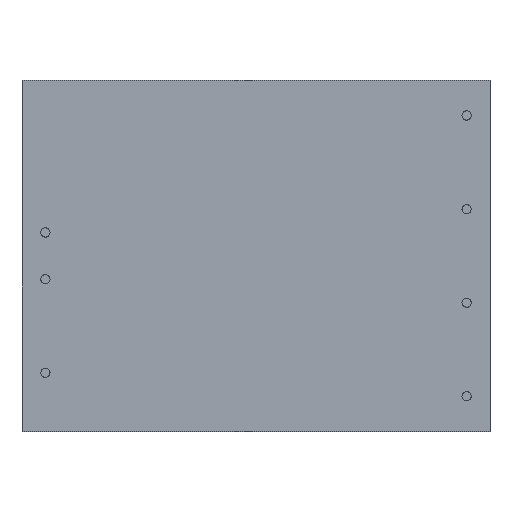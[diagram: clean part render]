
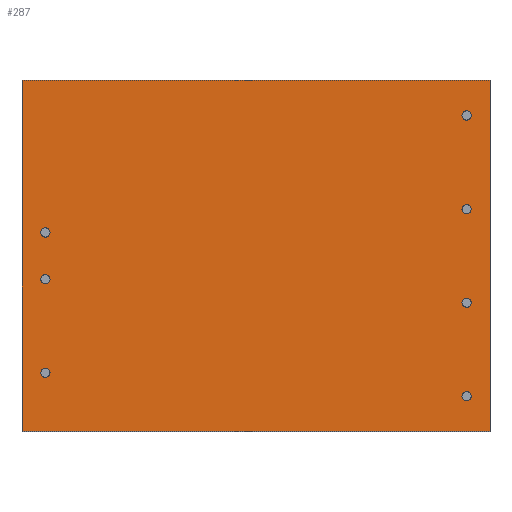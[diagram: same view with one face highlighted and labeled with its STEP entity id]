
A CAD part, top view. The second image highlights one B-rep face of the part: STEP entity #287.
In plain terms, the highlighted planar face has unit normal (0, 0, 1).
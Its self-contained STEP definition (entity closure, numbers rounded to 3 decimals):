
#54=FACE_OUTER_BOUND('',#81,.T.);
#81=EDGE_LOOP('',(#213,#214,#215,#216));
#104=LINE('',#479,#123);
#108=LINE('',#487,#127);
#111=LINE('',#493,#130);
#114=LINE('',#498,#133);
#123=VECTOR('',#376,10.);
#127=VECTOR('',#382,10.);
#130=VECTOR('',#387,10.);
#133=VECTOR('',#392,10.);
#142=VERTEX_POINT('',#477);
#143=VERTEX_POINT('',#478);
#146=VERTEX_POINT('',#486);
#148=VERTEX_POINT('',#492);
#164=EDGE_CURVE('',#142,#143,#104,.T.);
#168=EDGE_CURVE('',#143,#146,#108,.T.);
#171=EDGE_CURVE('',#146,#148,#111,.T.);
#174=EDGE_CURVE('',#148,#142,#114,.T.);
#213=ORIENTED_EDGE('',*,*,#174,.T.);
#214=ORIENTED_EDGE('',*,*,#164,.T.);
#215=ORIENTED_EDGE('',*,*,#168,.T.);
#216=ORIENTED_EDGE('',*,*,#171,.T.);
#267=PLANE('',#335);
#287=ADVANCED_FACE('',(#54),#267,.T.);
#335=AXIS2_PLACEMENT_3D('',#500,#394,#395);
#376=DIRECTION('',(1.,0.,0.));
#382=DIRECTION('',(0.,1.,0.));
#387=DIRECTION('',(-1.,0.,0.));
#392=DIRECTION('',(0.,-1.,0.));
#394=DIRECTION('center_axis',(0.,0.,1.));
#395=DIRECTION('ref_axis',(1.,0.,0.));
#477=CARTESIAN_POINT('',(0.,0.,0.));
#478=CARTESIAN_POINT('',(50.8,0.,0.));
#479=CARTESIAN_POINT('',(0.,0.,0.));
#486=CARTESIAN_POINT('',(50.8,38.1,0.));
#487=CARTESIAN_POINT('',(50.8,0.,0.));
#492=CARTESIAN_POINT('',(0.,38.1,0.));
#493=CARTESIAN_POINT('',(50.8,38.1,0.));
#498=CARTESIAN_POINT('',(0.,38.1,0.));
#500=CARTESIAN_POINT('Origin',(25.4,19.05,0.));
